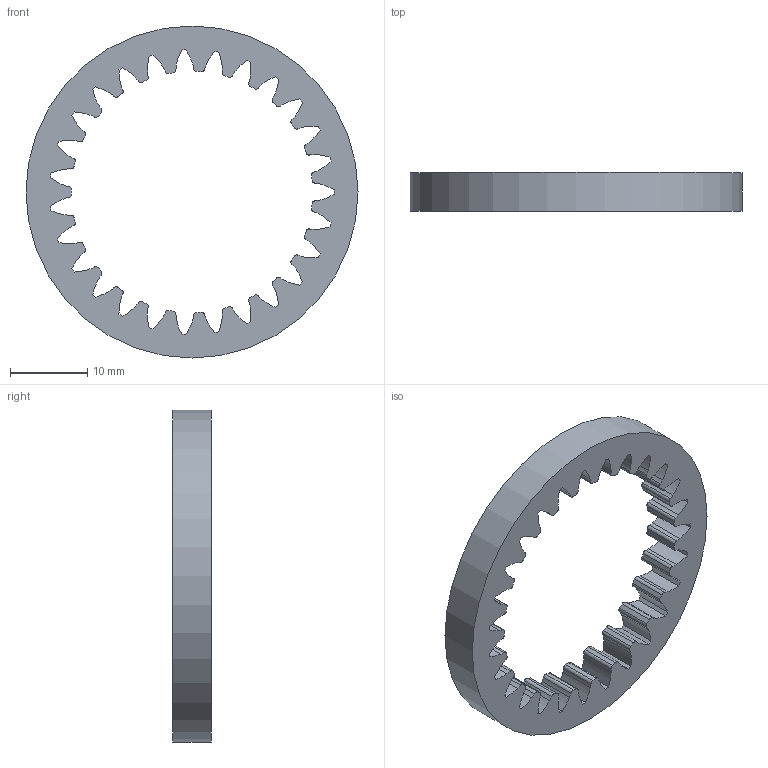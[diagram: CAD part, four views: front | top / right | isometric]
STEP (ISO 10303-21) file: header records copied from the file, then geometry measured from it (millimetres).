
FILE_DESCRIPTION(/* description */ (''),/* implementation_level */ '2;1');
FILE_NAME(/* name */ 'Ring Gear.step',/* time_stamp */ '2023-01-14T13:51:18-07:00',/* author */ (''),/* organization */ (''),/* preprocessor_version */ 'ST-DEVELOPER v19.2',/* originating_system */ 'Autodesk Translation Framework v11.17.0.187',/* authorisation */ '');
FILE_SCHEMA (('AUTOMOTIVE_DESIGN { 1 0 10303 214 3 1 1 }'));
Length unit declared in the file: millimetre
Products named in the file (2): (Unsaved); Internal Gear (27 teeth)
Assembly tree (1 placements, depth 2):
  (Unsaved)
    Internal Gear (27 teeth)
Bounding box: 43 x 5 x 43 mm (x, y, z)
Volume: 2764.4 mm3; surface area: 2816.1 mm2
Topology: 1 solids, 1 shells, 219 faces, 651 edges, 434 vertices
Faces by surface type: cylinder 109, bspline 108, plane 2
Full cylindrical faces by diameter (mm): 43 x1
Entity records: 8108 total; most frequent: CARTESIAN_POINT 2711, ORIENTED_EDGE 1302, DIRECTION 881, EDGE_CURVE 651, VERTEX_POINT 434, AXIS2_PLACEMENT_3D 332, EDGE_LOOP 221, FACE_OUTER_BOUND 219
